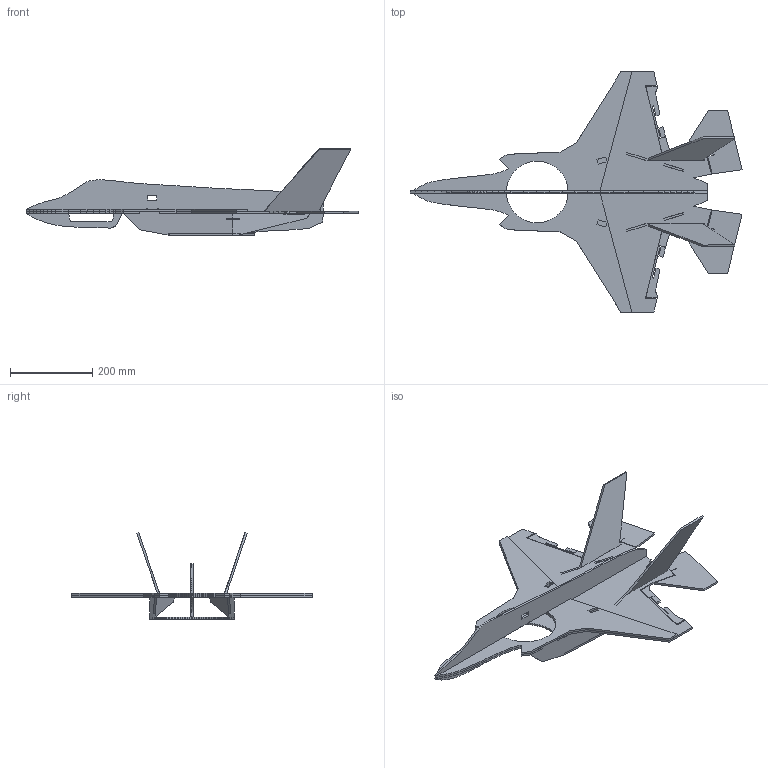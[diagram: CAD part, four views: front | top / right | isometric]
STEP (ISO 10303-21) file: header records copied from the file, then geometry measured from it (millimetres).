
FILE_DESCRIPTION(('FreeCAD Model'),'2;1');
FILE_NAME('Open CASCADE Shape Model','2021-02-28T12:09:15',('Author'),( ''),'Open CASCADE STEP processor 7.3','FreeCAD','Unknown');
FILE_SCHEMA(('AUTOMOTIVE_DESIGN { 1 0 10303 214 1 1 1 1 }'));
Length unit declared in the file: millimetre
Products named in the file (86): Model; LCS_Origin; Part1; LCS_1; LCS_2; LCS_3; LCS_4; LCS_6; LCS_5; LCS_7; Part13; Part3; Part15; Part7; Part9; Part10; Part11; Part12; Part2; Part16; Part17; Part14; Part4; Part8; Part5; Part18; Part6
Assembly tree (85 placements, depth 3):
  Model
    LCS_Origin
    Model
      LCS_Origin
      Part1
      LCS_1
      LCS_2
      LCS_3
      LCS_4
      LCS_6
      LCS_5
      LCS_7
    Model
      LCS_Origin
      Part13
      LCS_1
      LCS_2
      LCS_3
      LCS_4
      LCS_5
      LCS_6
    Model
      LCS_Origin
      Part3
      LCS_1
    Model
      LCS_Origin
      Part15
      LCS_1
    Model
      LCS_Origin
      Part7
      LCS_1
    Model
      LCS_Origin
      Part9
      LCS_1
    Model
      LCS_Origin
      Part10
      LCS_1
      LCS_2
    Model
      LCS_Origin
      Part11
      LCS_1
    Model
      LCS_Origin
      Part12
      LCS_1
    Model
      LCS_Origin
      Part2
      LCS_1
    Model
      LCS_Origin
      Part16
      LCS_1
    Model
      LCS_Origin
Bounding box: 809.15 x 585.12 x 211.08 mm (x, y, z)
Volume: 1961458.8 mm3; surface area: 872826 mm2
Topology: 18 solids, 18 shells, 821 faces, 2355 edges, 1570 vertices
Faces by surface type: extrusion 783, plane 38
Entity records: 27234 total; most frequent: CARTESIAN_POINT 7181, ORIENTED_EDGE 4710, EDGE_CURVE 2355, B_SPLINE_CURVE_WITH_KNOTS 2349, DIRECTION 1820, VECTOR 1572, VERTEX_POINT 1570, FACE_BOUND 851
